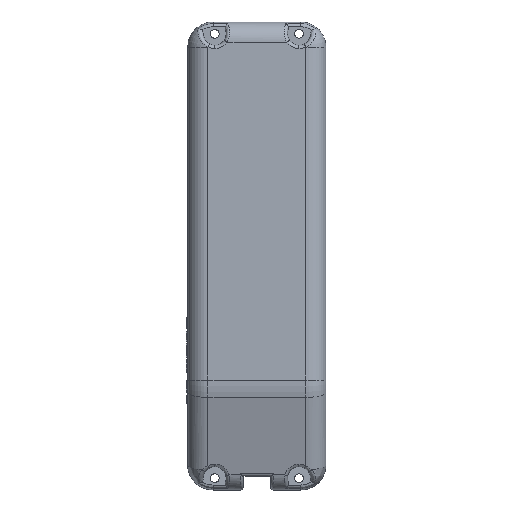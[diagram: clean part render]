
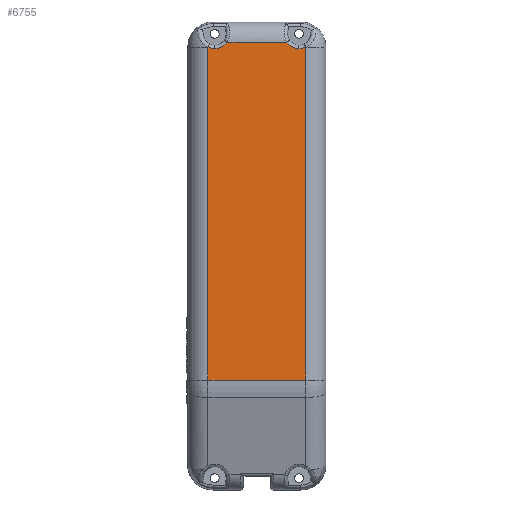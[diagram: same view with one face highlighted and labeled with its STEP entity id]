
A CAD part, front view. The second image highlights one B-rep face of the part: STEP entity #6755.
In plain terms, the highlighted planar face has unit normal (0, -1, 0).
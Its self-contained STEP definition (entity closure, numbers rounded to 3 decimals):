
#1619 = AXIS2_PLACEMENT_3D ( 'NONE', #11579, #11580, #11581 ) ;
#1767 = CARTESIAN_POINT ( 'NONE',  ( -14.498, -3., 93.48 ) ) ;
#1811 = CARTESIAN_POINT ( 'NONE',  ( 8.879, -3., 94.9 ) ) ;
#1912 = CARTESIAN_POINT ( 'NONE',  ( -12.5, -3., 93. ) ) ;
#1961 = VERTEX_POINT ( 'NONE', #1811 ) ;
#2159 = DIRECTION ( 'NONE',  ( 0., -1., 0. ) ) ;
#2409 = CARTESIAN_POINT ( 'NONE',  ( 0., -3., 0. ) ) ;
#2433 = PLANE ( 'NONE',  #6045 ) ;
#2548 = DIRECTION ( 'NONE',  ( 0., 0., -1. ) ) ;
#3176 = CARTESIAN_POINT ( 'NONE',  ( -8.879, -3., 94.9 ) ) ;
#3182 = CARTESIAN_POINT ( 'NONE',  ( 14.498, -3., 93.48 ) ) ;
#3185 = CARTESIAN_POINT ( 'NONE',  ( 14.5, -3., 93.4 ) ) ;
#3187 = CARTESIAN_POINT ( 'NONE',  ( -14.5, -3., 93.4 ) ) ;
#3189 = CARTESIAN_POINT ( 'NONE',  ( -14.5, -3., -5.279 ) ) ;
#3190 = CARTESIAN_POINT ( 'NONE',  ( 14.5, -3., -5.279 ) ) ;
#3355 = CIRCLE ( 'NONE', #5354, 1.5 ) ;
#3359 = LINE ( 'NONE', #11996, #3364 ) ;
#3362 = CIRCLE ( 'NONE', #5355, 4.4 ) ;
#3363 = CIRCLE ( 'NONE', #5356, 4.4 ) ;
#3364 = VECTOR ( 'NONE', #11995, 1000. ) ;
#3365 = CIRCLE ( 'NONE', #5357, 1.5 ) ;
#3366 = LINE ( 'NONE', #11950, #3368 ) ;
#3368 = VECTOR ( 'NONE', #11947, 1000. ) ;
#4682 = VERTEX_POINT ( 'NONE', #1912 ) ;
#4687 = VERTEX_POINT ( 'NONE', #1767 ) ;
#4750 = EDGE_CURVE ( 'NONE', #7201, #7202, #6159, .T. ) ;
#4751 = EDGE_CURVE ( 'NONE', #7202, #7197, #6161, .T. ) ;
#4806 = EDGE_CURVE ( 'NONE', #7197, #7194, #3355, .T. ) ;
#4807 = EDGE_CURVE ( 'NONE', #7194, #5236, #3362, .T. ) ;
#4808 = EDGE_CURVE ( 'NONE', #1961, #7188, #3359, .T. ) ;
#4809 = EDGE_CURVE ( 'NONE', #7188, #4682, #3363, .T. ) ;
#4810 = EDGE_CURVE ( 'NONE', #4687, #7199, #3365, .T. ) ;
#4811 = EDGE_CURVE ( 'NONE', #7199, #7201, #3366, .T. ) ;
#5156 = EDGE_LOOP ( 'NONE', ( #5850, #7243, #7244, #7245, #7246, #7247, #7248, #7249, #7250, #7251 ) ) ;
#5236 = VERTEX_POINT ( 'NONE', #7593 ) ;
#5354 = AXIS2_PLACEMENT_3D ( 'NONE', #11994, #11992, #11991 ) ;
#5355 = AXIS2_PLACEMENT_3D ( 'NONE', #11990, #11989, #11988 ) ;
#5356 = AXIS2_PLACEMENT_3D ( 'NONE', #11946, #11945, #11944 ) ;
#5357 = AXIS2_PLACEMENT_3D ( 'NONE', #11941, #12423, #12190 ) ;
#5850 = ORIENTED_EDGE ( 'NONE', *, *, #4806, .T. ) ;
#6045 = AXIS2_PLACEMENT_3D ( 'NONE', #2409, #2159, #2548 ) ;
#6159 = LINE ( 'NONE', #12407, #6162 ) ;
#6161 = LINE ( 'NONE', #12373, #6164 ) ;
#6162 = VECTOR ( 'NONE', #12372, 1000. ) ;
#6164 = VECTOR ( 'NONE', #12422, 1000. ) ;
#6755 = ADVANCED_FACE ( 'NONE', ( #9843 ), #2433, .T. ) ;
#7050 = AXIS2_PLACEMENT_3D ( 'NONE', #11591, #11592, #11593 ) ;
#7188 = VERTEX_POINT ( 'NONE', #3176 ) ;
#7194 = VERTEX_POINT ( 'NONE', #3182 ) ;
#7197 = VERTEX_POINT ( 'NONE', #3185 ) ;
#7199 = VERTEX_POINT ( 'NONE', #3187 ) ;
#7201 = VERTEX_POINT ( 'NONE', #3189 ) ;
#7202 = VERTEX_POINT ( 'NONE', #3190 ) ;
#7243 = ORIENTED_EDGE ( 'NONE', *, *, #4807, .T. ) ;
#7244 = ORIENTED_EDGE ( 'NONE', *, *, #9606, .T. ) ;
#7245 = ORIENTED_EDGE ( 'NONE', *, *, #4808, .T. ) ;
#7246 = ORIENTED_EDGE ( 'NONE', *, *, #4809, .T. ) ;
#7247 = ORIENTED_EDGE ( 'NONE', *, *, #9602, .T. ) ;
#7248 = ORIENTED_EDGE ( 'NONE', *, *, #4810, .T. ) ;
#7249 = ORIENTED_EDGE ( 'NONE', *, *, #4811, .T. ) ;
#7250 = ORIENTED_EDGE ( 'NONE', *, *, #4750, .T. ) ;
#7251 = ORIENTED_EDGE ( 'NONE', *, *, #4751, .T. ) ;
#7593 = CARTESIAN_POINT ( 'NONE',  ( 12.5, -3., 93. ) ) ;
#9362 = CIRCLE ( 'NONE', #1619, 4.4 ) ;
#9367 = CIRCLE ( 'NONE', #7050, 4.4 ) ;
#9602 = EDGE_CURVE ( 'NONE', #4682, #4687, #9362, .T. ) ;
#9606 = EDGE_CURVE ( 'NONE', #5236, #1961, #9367, .T. ) ;
#9843 = FACE_OUTER_BOUND ( 'NONE', #5156, .T. ) ;
#11579 = CARTESIAN_POINT ( 'NONE',  ( -12.5, -3., 97.4 ) ) ;
#11580 = DIRECTION ( 'NONE',  ( 0., 1., 0. ) ) ;
#11581 = DIRECTION ( 'NONE',  ( 0., 0., -1. ) ) ;
#11591 = CARTESIAN_POINT ( 'NONE',  ( 12.5, -3., 97.4 ) ) ;
#11592 = DIRECTION ( 'NONE',  ( 0., 1., 0. ) ) ;
#11593 = DIRECTION ( 'NONE',  ( 0., 0., -1. ) ) ;
#11941 = CARTESIAN_POINT ( 'NONE',  ( -13., -3., 93.4 ) ) ;
#11944 = DIRECTION ( 'NONE',  ( 0., 0., -1. ) ) ;
#11945 = DIRECTION ( 'NONE',  ( 0., 1., 0. ) ) ;
#11946 = CARTESIAN_POINT ( 'NONE',  ( -12.5, -3., 97.4 ) ) ;
#11947 = DIRECTION ( 'NONE',  ( 0., 0., -1. ) ) ;
#11950 = CARTESIAN_POINT ( 'NONE',  ( -14.5, -3., 0. ) ) ;
#11988 = DIRECTION ( 'NONE',  ( 0., 0., -1. ) ) ;
#11989 = DIRECTION ( 'NONE',  ( 0., 1., 0. ) ) ;
#11990 = CARTESIAN_POINT ( 'NONE',  ( 12.5, -3., 97.4 ) ) ;
#11991 = DIRECTION ( 'NONE',  ( 0., 0., -1. ) ) ;
#11992 = DIRECTION ( 'NONE',  ( 0., -1., 0. ) ) ;
#11994 = CARTESIAN_POINT ( 'NONE',  ( 13., -3., 93.4 ) ) ;
#11995 = DIRECTION ( 'NONE',  ( -1., 0., 0. ) ) ;
#11996 = CARTESIAN_POINT ( 'NONE',  ( 0., -3., 94.9 ) ) ;
#12190 = DIRECTION ( 'NONE',  ( 0., 0., -1. ) ) ;
#12372 = DIRECTION ( 'NONE',  ( 1., 0., 0. ) ) ;
#12373 = CARTESIAN_POINT ( 'NONE',  ( 14.5, -3., 93.4 ) ) ;
#12407 = CARTESIAN_POINT ( 'NONE',  ( 14.5, -3., -5.279 ) ) ;
#12422 = DIRECTION ( 'NONE',  ( 0., 0., 1. ) ) ;
#12423 = DIRECTION ( 'NONE',  ( 0., -1., 0. ) ) ;
